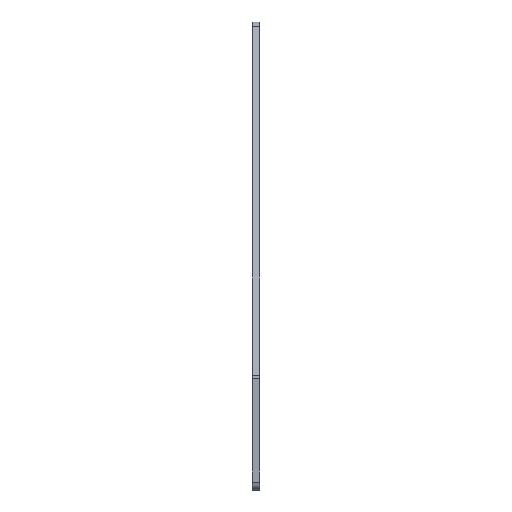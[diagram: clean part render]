
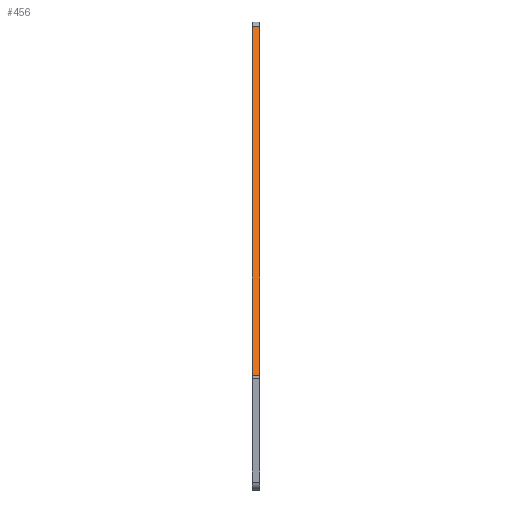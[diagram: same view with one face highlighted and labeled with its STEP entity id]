
A CAD part, left-side view. The second image highlights one B-rep face of the part: STEP entity #456.
In plain terms, the highlighted planar face has unit normal (-0.894, 0, 0.447).
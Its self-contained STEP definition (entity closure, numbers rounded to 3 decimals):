
#4 = EDGE_CURVE ( 'NONE', #227, #980, #139, .T. ) ;
#118 = PLANE ( 'NONE',  #789 ) ;
#139 = LINE ( 'NONE', #462, #592 ) ;
#147 = ORIENTED_EDGE ( 'NONE', *, *, #4, .T. ) ;
#195 = CARTESIAN_POINT ( 'NONE',  ( -22.093, 3., 153.842 ) ) ;
#197 = VECTOR ( 'NONE', #834, 1000. ) ;
#199 = CARTESIAN_POINT ( 'NONE',  ( -22.093, 0., 153.842 ) ) ;
#206 = CARTESIAN_POINT ( 'NONE',  ( -21.264, 0., 155.5 ) ) ;
#227 = VERTEX_POINT ( 'NONE', #195 ) ;
#273 = DIRECTION ( 'NONE',  ( -0.447, 0., -0.894 ) ) ;
#293 = EDGE_LOOP ( 'NONE', ( #147, #510, #432, #644 ) ) ;
#294 = EDGE_CURVE ( 'NONE', #436, #951, #950, .T. ) ;
#348 = FACE_OUTER_BOUND ( 'NONE', #293, .T. ) ;
#352 = DIRECTION ( 'NONE',  ( -0.894, 0., 0.447 ) ) ;
#382 = EDGE_CURVE ( 'NONE', #951, #980, #601, .T. ) ;
#414 = EDGE_CURVE ( 'NONE', #227, #436, #972, .T. ) ;
#423 = CARTESIAN_POINT ( 'NONE',  ( -87.683, 3., 22.661 ) ) ;
#432 = ORIENTED_EDGE ( 'NONE', *, *, #294, .F. ) ;
#436 = VERTEX_POINT ( 'NONE', #199 ) ;
#438 = DIRECTION ( 'NONE',  ( 0., -1., 0. ) ) ;
#456 = ADVANCED_FACE ( 'NONE', ( #348 ), #118, .T. ) ;
#462 = CARTESIAN_POINT ( 'NONE',  ( -21.264, 3., 155.5 ) ) ;
#510 = ORIENTED_EDGE ( 'NONE', *, *, #382, .F. ) ;
#513 = DIRECTION ( 'NONE',  ( -0.447, 0., -0.894 ) ) ;
#531 = CARTESIAN_POINT ( 'NONE',  ( -87.683, 0., 22.661 ) ) ;
#534 = VECTOR ( 'NONE', #438, 1000. ) ;
#537 = DIRECTION ( 'NONE',  ( -0.447, 0., -0.894 ) ) ;
#592 = VECTOR ( 'NONE', #537, 1000. ) ;
#601 = LINE ( 'NONE', #531, #197 ) ;
#644 = ORIENTED_EDGE ( 'NONE', *, *, #414, .F. ) ;
#789 = AXIS2_PLACEMENT_3D ( 'NONE', #813, #352, #273 ) ;
#813 = CARTESIAN_POINT ( 'NONE',  ( -21.264, 0., 155.5 ) ) ;
#834 = DIRECTION ( 'NONE',  ( 0., 1., 0. ) ) ;
#932 = VECTOR ( 'NONE', #513, 1000. ) ;
#949 = CARTESIAN_POINT ( 'NONE',  ( -87.683, 0., 22.661 ) ) ;
#950 = LINE ( 'NONE', #206, #932 ) ;
#951 = VERTEX_POINT ( 'NONE', #949 ) ;
#956 = CARTESIAN_POINT ( 'NONE',  ( -22.093, 0., 153.842 ) ) ;
#972 = LINE ( 'NONE', #956, #534 ) ;
#980 = VERTEX_POINT ( 'NONE', #423 ) ;
